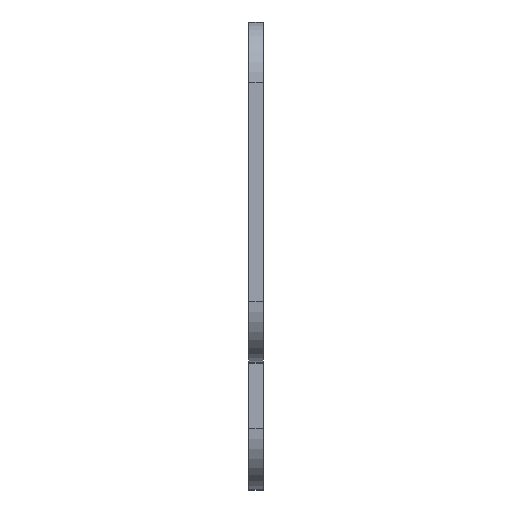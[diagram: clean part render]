
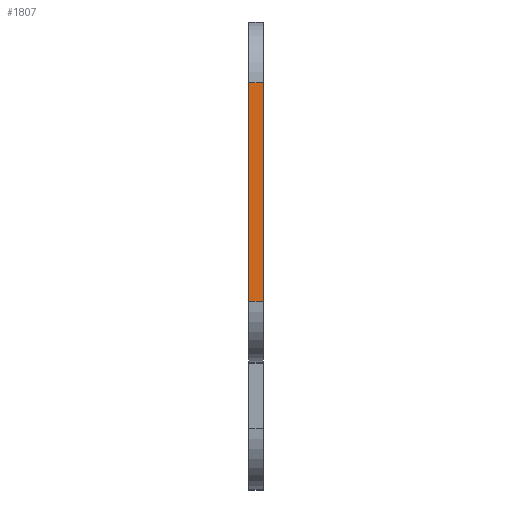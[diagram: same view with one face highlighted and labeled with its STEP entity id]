
A CAD part, top view. The second image highlights one B-rep face of the part: STEP entity #1807.
In plain terms, the highlighted planar face has unit normal (0, 0, 1).
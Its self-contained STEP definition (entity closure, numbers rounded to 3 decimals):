
#437 = ORIENTED_EDGE ( 'NONE', *, *, #10401, .T. ) ;
#735 = VECTOR ( 'NONE', #32950, 1000. ) ;
#1604 = PLANE ( 'NONE',  #27438 ) ;
#1807 = ADVANCED_FACE ( 'NONE', ( #38929 ), #1604, .T. ) ;
#3597 = LINE ( 'NONE', #18304, #735 ) ;
#3660 = DIRECTION ( 'NONE',  ( -1., 0., 0. ) ) ;
#5173 = CARTESIAN_POINT ( 'NONE',  ( -1.2, -9., 65. ) ) ;
#5722 = EDGE_CURVE ( 'NONE', #14229, #18104, #29053, .T. ) ;
#6226 = DIRECTION ( 'NONE',  ( 1., 0., 0. ) ) ;
#7649 = ORIENTED_EDGE ( 'NONE', *, *, #22958, .F. ) ;
#8320 = VECTOR ( 'NONE', #43769, 1000. ) ;
#9538 = CARTESIAN_POINT ( 'NONE',  ( 0., -9., 65. ) ) ;
#9969 = VERTEX_POINT ( 'NONE', #42695 ) ;
#10401 = EDGE_CURVE ( 'NONE', #18104, #34085, #3597, .T. ) ;
#13859 = CARTESIAN_POINT ( 'NONE',  ( 0., 14., 65. ) ) ;
#14229 = VERTEX_POINT ( 'NONE', #23735 ) ;
#18104 = VERTEX_POINT ( 'NONE', #5173 ) ;
#18304 = CARTESIAN_POINT ( 'NONE',  ( -1.2, -9., 65. ) ) ;
#20470 = EDGE_LOOP ( 'NONE', ( #25088, #437, #7649, #40221 ) ) ;
#21137 = VECTOR ( 'NONE', #21767, 1000. ) ;
#21767 = DIRECTION ( 'NONE',  ( 0., -1., 0. ) ) ;
#21970 = LINE ( 'NONE', #36642, #35878 ) ;
#22324 = CARTESIAN_POINT ( 'NONE',  ( -1.2, 14., 65. ) ) ;
#22958 = EDGE_CURVE ( 'NONE', #9969, #34085, #47535, .T. ) ;
#23735 = CARTESIAN_POINT ( 'NONE',  ( -1.2, 9., 65. ) ) ;
#24776 = CARTESIAN_POINT ( 'NONE',  ( -1.2, 14., 65. ) ) ;
#25088 = ORIENTED_EDGE ( 'NONE', *, *, #5722, .T. ) ;
#27426 = DIRECTION ( 'NONE',  ( 0., 0., 1. ) ) ;
#27438 = AXIS2_PLACEMENT_3D ( 'NONE', #24776, #27426, #6226 ) ;
#29053 = LINE ( 'NONE', #22324, #8320 ) ;
#32950 = DIRECTION ( 'NONE',  ( 1., 0., 0. ) ) ;
#34085 = VERTEX_POINT ( 'NONE', #9538 ) ;
#35878 = VECTOR ( 'NONE', #3660, 1000. ) ;
#36642 = CARTESIAN_POINT ( 'NONE',  ( -1.2, 9., 65. ) ) ;
#38929 = FACE_OUTER_BOUND ( 'NONE', #20470, .T. ) ;
#39483 = EDGE_CURVE ( 'NONE', #9969, #14229, #21970, .T. ) ;
#40221 = ORIENTED_EDGE ( 'NONE', *, *, #39483, .T. ) ;
#42695 = CARTESIAN_POINT ( 'NONE',  ( 0., 9., 65. ) ) ;
#43769 = DIRECTION ( 'NONE',  ( 0., -1., 0. ) ) ;
#47535 = LINE ( 'NONE', #13859, #21137 ) ;
